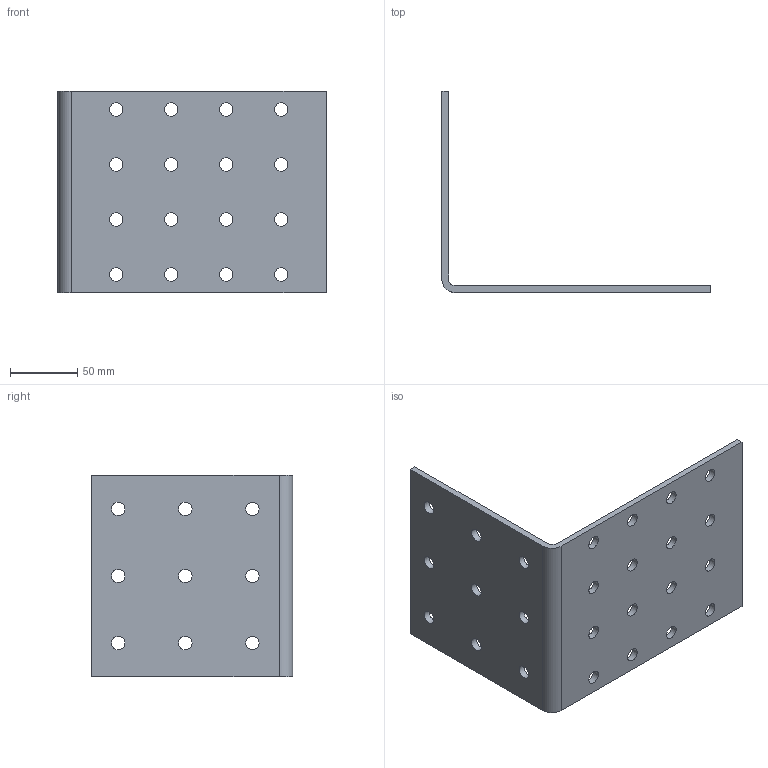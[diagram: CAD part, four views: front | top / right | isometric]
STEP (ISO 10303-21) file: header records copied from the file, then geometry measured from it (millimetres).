
FILE_DESCRIPTION( ( 'STEP AP214' ), ' ' );
FILE_NAME( 'L_Bracket_-_150-5-150_3_10_50-200_4_10_41.stp', '2017-03-30T05:12:34', ( '' ), ( '' ), ' ', 'PARTsolutions', ' ' );
FILE_SCHEMA( ( 'AUTOMOTIVE_DESIGN { 1 0 10303 214 1 1 1 1 }' ) );
Length unit declared in the file: millimetre
Products named in the file (1): _L Bracket - 150-5-150/3/10/50-200/4/10/41
Bounding box: 200 x 150 x 150 mm (x, y, z)
Volume: 246518.3 mm3; surface area: 107452.1 mm2
Topology: 1 solids, 1 shells, 35 faces, 99 edges, 66 vertices
Faces by surface type: cylinder 27, plane 8
Full cylindrical faces by diameter (mm): 10 x25
Entity records: 1438 total; most frequent: DIRECTION 200, CARTESIAN_POINT 176, ORIENTED_EDGE 148, EDGE_LOOP 110, AXIS2_PLACEMENT_3D 90, EDGE_CURVE 74, VERTEX_POINT 66, FACE_OUTER_BOUND 60
